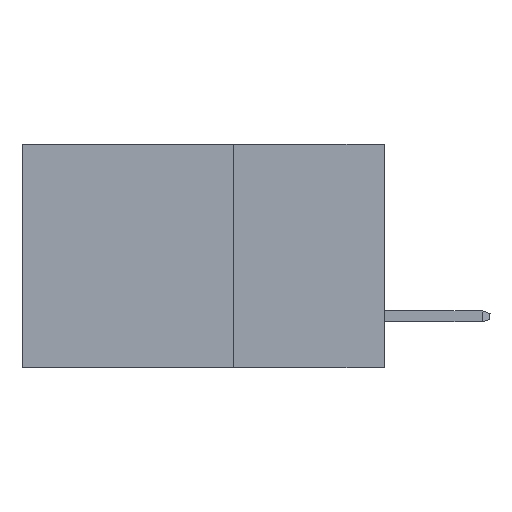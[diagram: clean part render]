
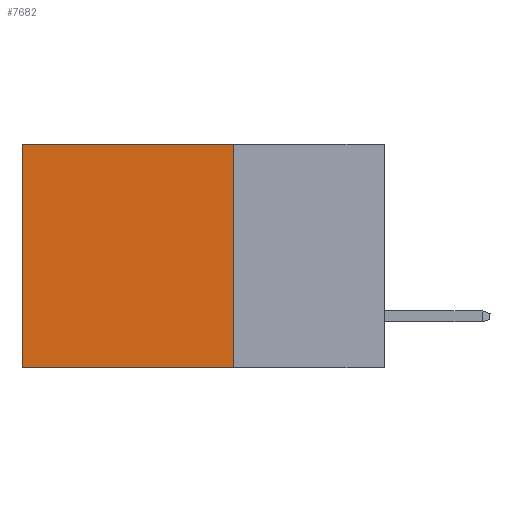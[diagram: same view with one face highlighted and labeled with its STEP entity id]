
A CAD part, left-side view. The second image highlights one B-rep face of the part: STEP entity #7682.
In plain terms, the highlighted planar face has unit normal (-1, 0, 0).
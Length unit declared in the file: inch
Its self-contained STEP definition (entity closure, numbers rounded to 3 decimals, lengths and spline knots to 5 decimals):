
#332 = DIRECTION ( 'NONE',  ( 0., 0., -1. ) ) ;
#710 = LINE ( 'NONE', #7554, #2357 ) ;
#1250 = CARTESIAN_POINT ( 'NONE',  ( 0.2615, 0.6, 0. ) ) ;
#1365 = ORIENTED_EDGE ( 'NONE', *, *, #3668, .F. ) ;
#1423 = ORIENTED_EDGE ( 'NONE', *, *, #6614, .T. ) ;
#1638 = DIRECTION ( 'NONE',  ( 1., 0., 0. ) ) ;
#1747 = PLANE ( 'NONE',  #7557 ) ;
#2026 = CARTESIAN_POINT ( 'NONE',  ( 0.2615, 0.25, -0.37 ) ) ;
#2357 = VECTOR ( 'NONE', #5929, 39.37008 ) ;
#2728 = CARTESIAN_POINT ( 'NONE',  ( 0.2615, 0.25, -0.37 ) ) ;
#3026 = VERTEX_POINT ( 'NONE', #1250 ) ;
#3668 = EDGE_CURVE ( 'NONE', #10966, #7976, #4436, .T. ) ;
#3732 = EDGE_LOOP ( 'NONE', ( #8321, #1365, #9556, #1423 ) ) ;
#4131 = VECTOR ( 'NONE', #7016, 39.37008 ) ;
#4436 = LINE ( 'NONE', #2728, #4131 ) ;
#4506 = VERTEX_POINT ( 'NONE', #4533 ) ;
#4533 = CARTESIAN_POINT ( 'NONE',  ( 0.2615, 0.25, 0. ) ) ;
#5121 = DIRECTION ( 'NONE',  ( 0., 0., -1. ) ) ;
#5824 = EDGE_CURVE ( 'NONE', #4506, #10966, #6279, .T. ) ;
#5929 = DIRECTION ( 'NONE',  ( 0., 0., -1. ) ) ;
#5942 = FACE_OUTER_BOUND ( 'NONE', #3732, .T. ) ;
#5993 = CARTESIAN_POINT ( 'NONE',  ( 0.2615, 0.25, 0. ) ) ;
#6279 = LINE ( 'NONE', #2026, #9374 ) ;
#6614 = EDGE_CURVE ( 'NONE', #4506, #3026, #6909, .T. ) ;
#6909 = LINE ( 'NONE', #5993, #9847 ) ;
#7016 = DIRECTION ( 'NONE',  ( 0., 1., 0. ) ) ;
#7287 = CARTESIAN_POINT ( 'NONE',  ( 0.2615, 0.25, -0.37 ) ) ;
#7502 = CARTESIAN_POINT ( 'NONE',  ( 0.2615, 0.25, -0.37 ) ) ;
#7554 = CARTESIAN_POINT ( 'NONE',  ( 0.2615, 0.6, -0.37 ) ) ;
#7557 = AXIS2_PLACEMENT_3D ( 'NONE', #7502, #1638, #5121 ) ;
#7682 = ADVANCED_FACE ( 'NONE', ( #5942 ), #1747, .F. ) ;
#7976 = VERTEX_POINT ( 'NONE', #8868 ) ;
#8321 = ORIENTED_EDGE ( 'NONE', *, *, #10952, .T. ) ;
#8868 = CARTESIAN_POINT ( 'NONE',  ( 0.2615, 0.6, -0.37 ) ) ;
#9374 = VECTOR ( 'NONE', #332, 39.37008 ) ;
#9397 = DIRECTION ( 'NONE',  ( 0., 1., 0. ) ) ;
#9556 = ORIENTED_EDGE ( 'NONE', *, *, #5824, .F. ) ;
#9847 = VECTOR ( 'NONE', #9397, 39.37008 ) ;
#10952 = EDGE_CURVE ( 'NONE', #3026, #7976, #710, .T. ) ;
#10966 = VERTEX_POINT ( 'NONE', #7287 ) ;
